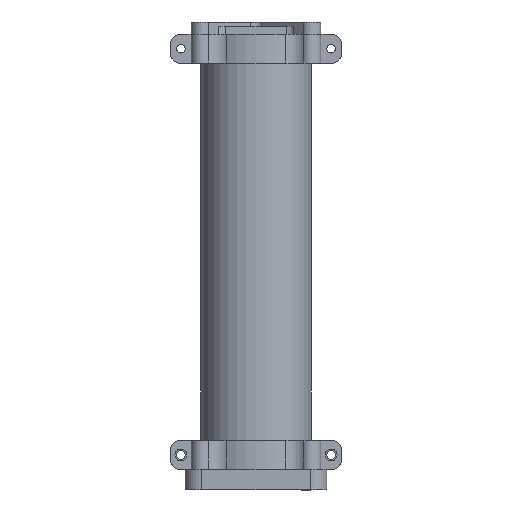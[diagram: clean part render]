
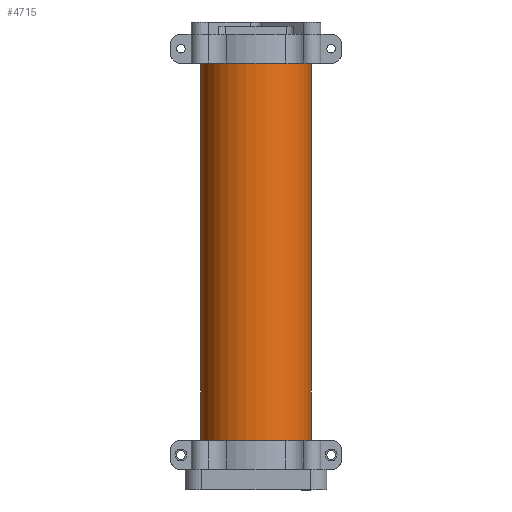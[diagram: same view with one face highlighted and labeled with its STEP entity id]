
A CAD part, top view. The second image highlights one B-rep face of the part: STEP entity #4715.
In plain terms, the highlighted cylindrical face has radius 27 mm (diameter 54 mm), a full revolution.
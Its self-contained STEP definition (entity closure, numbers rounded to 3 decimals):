
#220=FACE_OUTER_BOUND('',#465,.T.);
#465=EDGE_LOOP('',(#3114,#3115,#3116,#3117));
#769=LINE('',#7184,#1175);
#1175=VECTOR('',#5617,27.);
#1582=CIRCLE('',#5026,27.);
#1583=CIRCLE('',#5027,27.);
#1902=VERTEX_POINT('',#7181);
#1903=VERTEX_POINT('',#7183);
#2387=EDGE_CURVE('',#1902,#1902,#1582,.T.);
#2388=EDGE_CURVE('',#1902,#1903,#769,.T.);
#2389=EDGE_CURVE('',#1903,#1903,#1583,.T.);
#3114=ORIENTED_EDGE('',*,*,#2387,.F.);
#3115=ORIENTED_EDGE('',*,*,#2388,.T.);
#3116=ORIENTED_EDGE('',*,*,#2389,.T.);
#3117=ORIENTED_EDGE('',*,*,#2388,.F.);
#4563=CYLINDRICAL_SURFACE('',#5025,27.);
#4715=ADVANCED_FACE('',(#220),#4563,.T.);
#5025=AXIS2_PLACEMENT_3D('',#7180,#5613,#5614);
#5026=AXIS2_PLACEMENT_3D('',#7182,#5615,#5616);
#5027=AXIS2_PLACEMENT_3D('',#7185,#5618,#5619);
#5613=DIRECTION('center_axis',(0.,1.,0.));
#5614=DIRECTION('ref_axis',(1.,0.,0.));
#5615=DIRECTION('center_axis',(0.,1.,0.));
#5616=DIRECTION('ref_axis',(1.,0.,0.));
#5617=DIRECTION('',(0.,-1.,0.));
#5618=DIRECTION('center_axis',(0.,1.,0.));
#5619=DIRECTION('ref_axis',(1.,0.,0.));
#7180=CARTESIAN_POINT('Origin',(52.7,0.,-4.805));
#7181=CARTESIAN_POINT('',(25.7,200.,-4.805));
#7182=CARTESIAN_POINT('Origin',(52.7,200.,-4.805));
#7183=CARTESIAN_POINT('',(25.7,0.,-4.805));
#7184=CARTESIAN_POINT('',(25.7,0.,-4.805));
#7185=CARTESIAN_POINT('Origin',(52.7,0.,-4.805));
